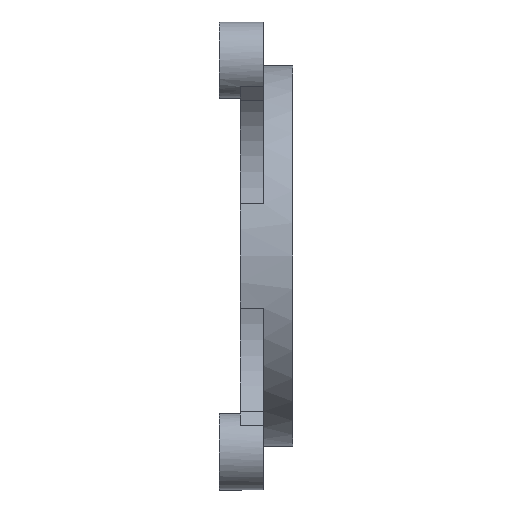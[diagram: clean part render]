
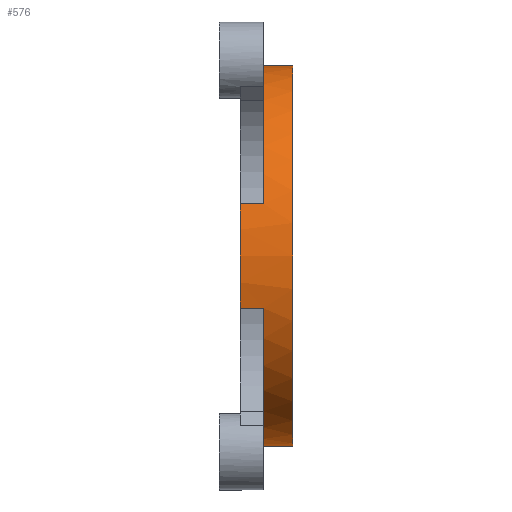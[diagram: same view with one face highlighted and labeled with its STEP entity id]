
A CAD part, left-side view. The second image highlights one B-rep face of the part: STEP entity #576.
In plain terms, the highlighted cylindrical face has radius 22.86 mm (diameter 45.72 mm), a partial arc.
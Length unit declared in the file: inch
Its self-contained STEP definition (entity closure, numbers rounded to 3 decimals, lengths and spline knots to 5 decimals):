
#2 = VECTOR ( 'NONE', #750, 39.37008 ) ;
#70 = EDGE_CURVE ( 'NONE', #2319, #2595, #1815, .T. ) ;
#157 = CIRCLE ( 'NONE', #700, 0.9 ) ;
#159 = DIRECTION ( 'NONE',  ( 0., 0., -1. ) ) ;
#203 = CARTESIAN_POINT ( 'NONE',  ( 0., 0., 0.9 ) ) ;
#223 = ORIENTED_EDGE ( 'NONE', *, *, #1461, .T. ) ;
#228 = VERTEX_POINT ( 'NONE', #238 ) ;
#238 = CARTESIAN_POINT ( 'NONE',  ( -0.86539, 0.14, 0.24718 ) ) ;
#268 = CARTESIAN_POINT ( 'NONE',  ( -0.24718, 0.14, 0.86539 ) ) ;
#284 = CYLINDRICAL_SURFACE ( 'NONE', #513, 0.9 ) ;
#287 = CIRCLE ( 'NONE', #720, 0.9 ) ;
#291 = CARTESIAN_POINT ( 'NONE',  ( -0.86539, 0.14, -0.24718 ) ) ;
#292 = ORIENTED_EDGE ( 'NONE', *, *, #1806, .F. ) ;
#368 = ORIENTED_EDGE ( 'NONE', *, *, #2414, .T. ) ;
#381 = EDGE_LOOP ( 'NONE', ( #2085, #292, #2139, #1967, #1247, #1168, #223, #1292, #395, #918, #601, #368 ) ) ;
#387 = CARTESIAN_POINT ( 'NONE',  ( 0., 0., -0.9 ) ) ;
#395 = ORIENTED_EDGE ( 'NONE', *, *, #70, .T. ) ;
#406 = EDGE_CURVE ( 'NONE', #1534, #2592, #157, .T. ) ;
#505 = CARTESIAN_POINT ( 'NONE',  ( -0.24718, 0.25, 0.86539 ) ) ;
#513 = AXIS2_PLACEMENT_3D ( 'NONE', #541, #629, #159 ) ;
#518 = DIRECTION ( 'NONE',  ( 0., -1., 0. ) ) ;
#541 = CARTESIAN_POINT ( 'NONE',  ( 0., 0.25, 0. ) ) ;
#544 = AXIS2_PLACEMENT_3D ( 'NONE', #1790, #1787, #1784 ) ;
#576 = ADVANCED_FACE ( 'NONE', ( #2454 ), #284, .T. ) ;
#579 = EDGE_CURVE ( 'NONE', #1115, #2270, #2020, .T. ) ;
#601 = ORIENTED_EDGE ( 'NONE', *, *, #1253, .T. ) ;
#611 = DIRECTION ( 'NONE',  ( 0., 0., 1. ) ) ;
#613 = VECTOR ( 'NONE', #1857, 39.37008 ) ;
#615 = DIRECTION ( 'NONE',  ( 0., 1., 0. ) ) ;
#617 = VECTOR ( 'NONE', #1483, 39.37008 ) ;
#618 = CARTESIAN_POINT ( 'NONE',  ( 0., 0.14, 0. ) ) ;
#629 = DIRECTION ( 'NONE',  ( 0., -1., 0. ) ) ;
#649 = AXIS2_PLACEMENT_3D ( 'NONE', #1277, #1268, #1267 ) ;
#700 = AXIS2_PLACEMENT_3D ( 'NONE', #1066, #862, #1061 ) ;
#720 = AXIS2_PLACEMENT_3D ( 'NONE', #764, #761, #757 ) ;
#750 = DIRECTION ( 'NONE',  ( 0., -1., 0. ) ) ;
#757 = DIRECTION ( 'NONE',  ( 0., 0., 1. ) ) ;
#761 = DIRECTION ( 'NONE',  ( 0., 1., 0. ) ) ;
#764 = CARTESIAN_POINT ( 'NONE',  ( 0., 0.25, 0. ) ) ;
#862 = DIRECTION ( 'NONE',  ( 0., 1., 0. ) ) ;
#888 = VERTEX_POINT ( 'NONE', #2468 ) ;
#918 = ORIENTED_EDGE ( 'NONE', *, *, #2537, .F. ) ;
#1051 = CARTESIAN_POINT ( 'NONE',  ( -0.24718, 0.25, -0.86539 ) ) ;
#1061 = DIRECTION ( 'NONE',  ( 0., 0., 1. ) ) ;
#1066 = CARTESIAN_POINT ( 'NONE',  ( 0., 0.25, 0. ) ) ;
#1070 = CARTESIAN_POINT ( 'NONE',  ( -0.86539, 0.25, 0.24718 ) ) ;
#1115 = VERTEX_POINT ( 'NONE', #2093 ) ;
#1136 = CIRCLE ( 'NONE', #544, 0.9 ) ;
#1168 = ORIENTED_EDGE ( 'NONE', *, *, #406, .F. ) ;
#1169 = AXIS2_PLACEMENT_3D ( 'NONE', #618, #615, #611 ) ;
#1203 = CIRCLE ( 'NONE', #1169, 0.9 ) ;
#1222 = DIRECTION ( 'NONE',  ( 0., 1., 0. ) ) ;
#1227 = VECTOR ( 'NONE', #1222, 39.37008 ) ;
#1247 = ORIENTED_EDGE ( 'NONE', *, *, #2289, .T. ) ;
#1253 = EDGE_CURVE ( 'NONE', #888, #2076, #2243, .T. ) ;
#1254 = VECTOR ( 'NONE', #2186, 39.37008 ) ;
#1264 = CARTESIAN_POINT ( 'NONE',  ( 0., 0.25, 0.9 ) ) ;
#1267 = DIRECTION ( 'NONE',  ( 0., 0., 1. ) ) ;
#1268 = DIRECTION ( 'NONE',  ( 0., 1., 0. ) ) ;
#1277 = CARTESIAN_POINT ( 'NONE',  ( 0., 0.25, 0. ) ) ;
#1286 = EDGE_CURVE ( 'NONE', #2319, #2242, #1136, .T. ) ;
#1292 = ORIENTED_EDGE ( 'NONE', *, *, #1286, .F. ) ;
#1296 = CARTESIAN_POINT ( 'NONE',  ( -0.86539, 0.25, 0.24718 ) ) ;
#1319 = CARTESIAN_POINT ( 'NONE',  ( -0.86539, 0.25, -0.24718 ) ) ;
#1418 = VECTOR ( 'NONE', #518, 39.37008 ) ;
#1461 = EDGE_CURVE ( 'NONE', #1534, #2242, #2298, .T. ) ;
#1472 = CARTESIAN_POINT ( 'NONE',  ( -0.86539, 0.25, -0.24718 ) ) ;
#1483 = DIRECTION ( 'NONE',  ( 0., -1., 0. ) ) ;
#1534 = VERTEX_POINT ( 'NONE', #1319 ) ;
#1576 = VERTEX_POINT ( 'NONE', #1264 ) ;
#1609 = AXIS2_PLACEMENT_3D ( 'NONE', #2203, #2199, #2187 ) ;
#1784 = DIRECTION ( 'NONE',  ( 0., 0., 1. ) ) ;
#1787 = DIRECTION ( 'NONE',  ( 0., 1., 0. ) ) ;
#1790 = CARTESIAN_POINT ( 'NONE',  ( 0., 0.14, 0. ) ) ;
#1798 = LINE ( 'NONE', #1296, #1227 ) ;
#1806 = EDGE_CURVE ( 'NONE', #1115, #1576, #287, .T. ) ;
#1815 = LINE ( 'NONE', #2205, #1254 ) ;
#1857 = DIRECTION ( 'NONE',  ( 0., -1., 0. ) ) ;
#1866 = CARTESIAN_POINT ( 'NONE',  ( 0., 0.25, -0.9 ) ) ;
#1889 = EDGE_CURVE ( 'NONE', #228, #2270, #1203, .T. ) ;
#1967 = ORIENTED_EDGE ( 'NONE', *, *, #1889, .F. ) ;
#2020 = LINE ( 'NONE', #505, #1418 ) ;
#2029 = LINE ( 'NONE', #2423, #2 ) ;
#2063 = CARTESIAN_POINT ( 'NONE',  ( -0.24718, 0.14, -0.86539 ) ) ;
#2076 = VERTEX_POINT ( 'NONE', #387 ) ;
#2085 = ORIENTED_EDGE ( 'NONE', *, *, #2389, .F. ) ;
#2093 = CARTESIAN_POINT ( 'NONE',  ( -0.24718, 0.25, 0.86539 ) ) ;
#2108 = VERTEX_POINT ( 'NONE', #203 ) ;
#2139 = ORIENTED_EDGE ( 'NONE', *, *, #579, .T. ) ;
#2186 = DIRECTION ( 'NONE',  ( 0., 1., 0. ) ) ;
#2187 = DIRECTION ( 'NONE',  ( 0., 0., 1. ) ) ;
#2199 = DIRECTION ( 'NONE',  ( 0., 1., 0. ) ) ;
#2203 = CARTESIAN_POINT ( 'NONE',  ( 0., 0., 0. ) ) ;
#2205 = CARTESIAN_POINT ( 'NONE',  ( -0.24718, 0.25, -0.86539 ) ) ;
#2239 = CIRCLE ( 'NONE', #649, 0.9 ) ;
#2242 = VERTEX_POINT ( 'NONE', #291 ) ;
#2243 = LINE ( 'NONE', #1866, #613 ) ;
#2270 = VERTEX_POINT ( 'NONE', #268 ) ;
#2289 = EDGE_CURVE ( 'NONE', #228, #2592, #1798, .T. ) ;
#2298 = LINE ( 'NONE', #1472, #617 ) ;
#2319 = VERTEX_POINT ( 'NONE', #2063 ) ;
#2389 = EDGE_CURVE ( 'NONE', #1576, #2108, #2029, .T. ) ;
#2414 = EDGE_CURVE ( 'NONE', #2076, #2108, #2467, .T. ) ;
#2423 = CARTESIAN_POINT ( 'NONE',  ( 0., 0.25, 0.9 ) ) ;
#2454 = FACE_OUTER_BOUND ( 'NONE', #381, .T. ) ;
#2467 = CIRCLE ( 'NONE', #1609, 0.9 ) ;
#2468 = CARTESIAN_POINT ( 'NONE',  ( 0., 0.25, -0.9 ) ) ;
#2537 = EDGE_CURVE ( 'NONE', #888, #2595, #2239, .T. ) ;
#2592 = VERTEX_POINT ( 'NONE', #1070 ) ;
#2595 = VERTEX_POINT ( 'NONE', #1051 ) ;
